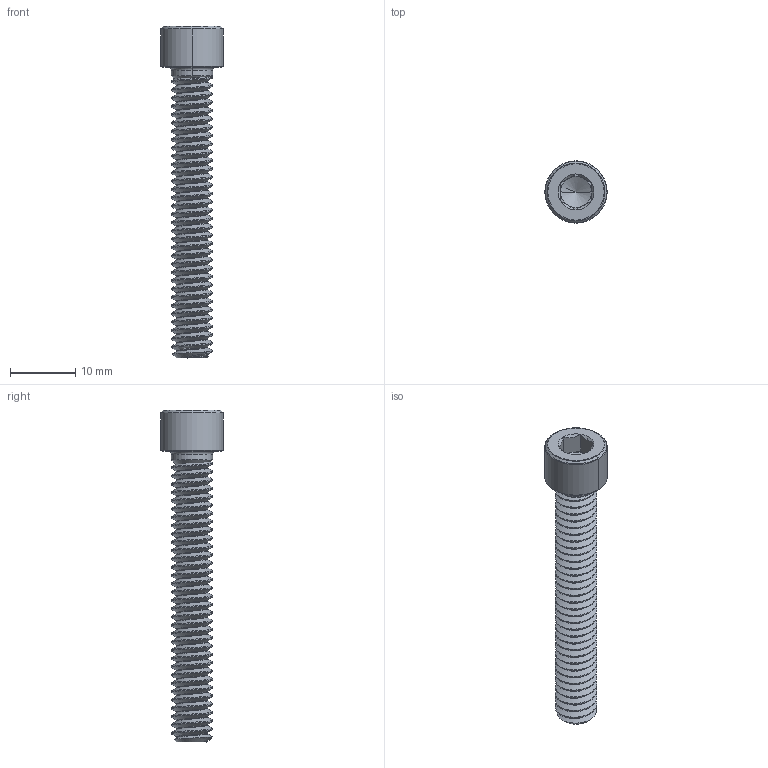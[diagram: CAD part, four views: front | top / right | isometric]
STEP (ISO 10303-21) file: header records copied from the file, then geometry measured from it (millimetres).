
FILE_DESCRIPTION (( 'STEP AP203' ), '1' );
FILE_NAME ('90044A124_Black-Oxide Alloy Steel Socket Head Screw.STEP', '2024-03-19T19:58:28', ( 'Administrator' ), ( 'Managed by Terraform' ), 'SwSTEP 2.0', 'SolidWorks 2017', '' );
FILE_SCHEMA (( 'CONFIG_CONTROL_DESIGN' ));
Length unit declared in the file: inch
Products named in the file (1): 90044A124_Black-Oxide Alloy Steel Socket Head Screw
Bounding box: 9.53 x 9.53 x 50.8 mm (x, y, z)
Volume: 1469.5 mm3; surface area: 1682.7 mm2
Topology: 1 solids, 1 shells, 116 faces, 304 edges, 190 vertices
Faces by surface type: cylinder 70, cone 20, plane 15, torus 6, bspline 5
Entity records: 14628 total; most frequent: CARTESIAN_POINT 12160, ORIENTED_EDGE 604, DIRECTION 408, EDGE_CURVE 302, VERTEX_POINT 190, AXIS2_PLACEMENT_3D 154, EDGE_LOOP 118, ADVANCED_FACE 116
